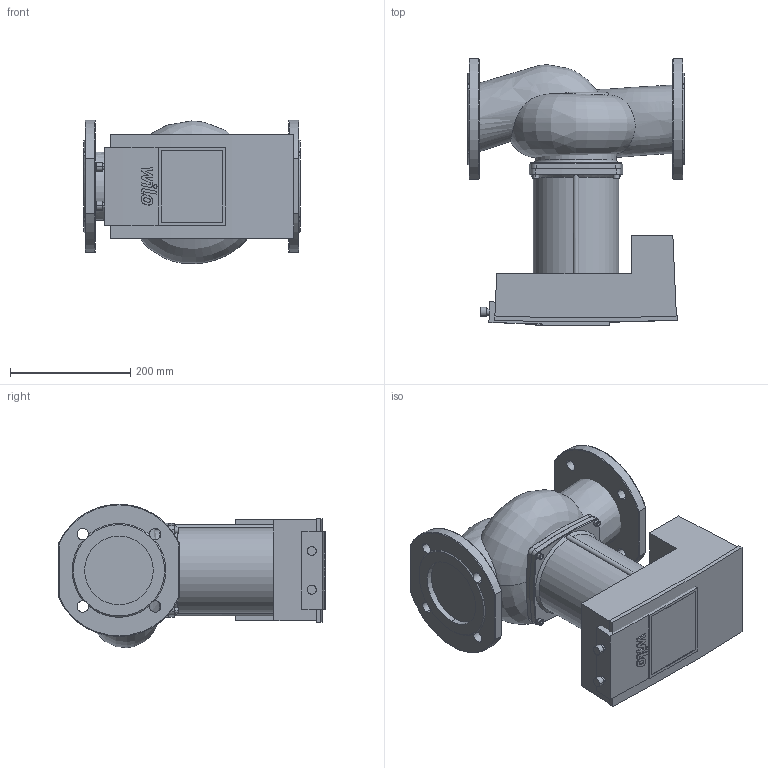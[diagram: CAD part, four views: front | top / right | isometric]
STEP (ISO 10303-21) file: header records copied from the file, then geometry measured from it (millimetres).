
FILE_DESCRIPTION((''),'2;1');
FILE_NAME('3d_YonosMAXO100_0_5-12PN6-2120660.stp','2016-08-29T10:28:51',(''),(''),'Mechanical Desktop 2009','Mechanical Desktop 2009',', , ');
FILE_SCHEMA(('CONFIG_CONTROL_DESIGN'));
Length unit declared in the file: millimetre
Products named in the file (1): Product
Bounding box: 360 x 443.11 x 238.75 mm (x, y, z)
Volume: 16403026.6 mm3; surface area: 865599.6 mm2
Topology: 11 solids, 11 shells, 263 faces, 670 edges, 441 vertices
Faces by surface type: plane 109, bspline 61, cylinder 59, cone 22, torus 12
Entity records: 17579 total; most frequent: CARTESIAN_POINT 11367, ORIENTED_EDGE 1340, DIRECTION 1153, EDGE_CURVE 670, VERTEX_POINT 441, AXIS2_PLACEMENT_3D 416, VECTOR 321, LINE 321
